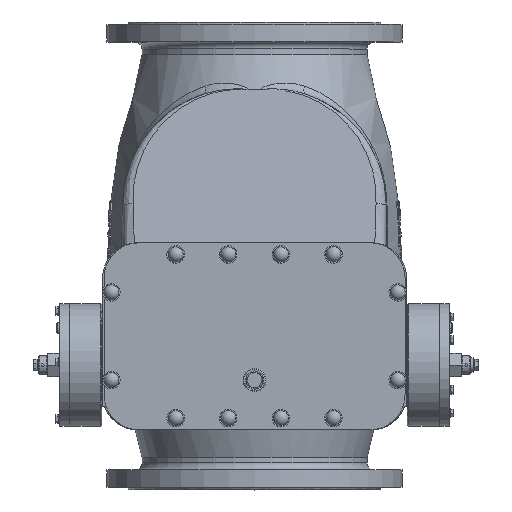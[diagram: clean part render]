
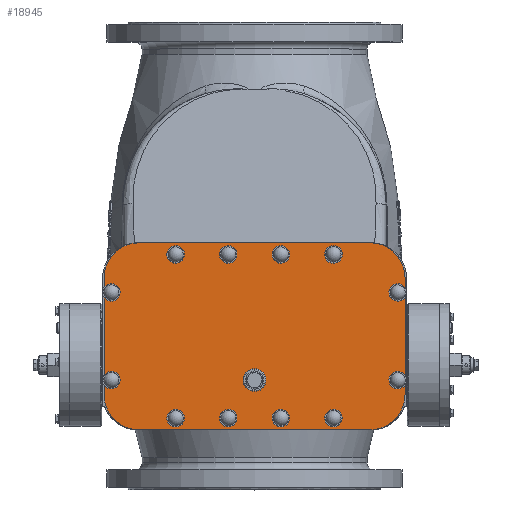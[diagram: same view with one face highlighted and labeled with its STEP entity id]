
A CAD part, top view. The second image highlights one B-rep face of the part: STEP entity #18945.
In plain terms, the highlighted planar face has unit normal (0, 0, 1).
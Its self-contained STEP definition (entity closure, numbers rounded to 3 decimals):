
#3089=LINE('',#39238,#3911);
#3090=LINE('',#39242,#3912);
#3091=LINE('',#39246,#3913);
#3092=LINE('',#39249,#3914);
#3911=VECTOR('',#24702,10.);
#3912=VECTOR('',#24705,10.);
#3913=VECTOR('',#24708,10.);
#3914=VECTOR('',#24711,10.);
#4450=PLANE('',#20752);
#5763=FACE_OUTER_BOUND('',#7099,.T.);
#7099=EDGE_LOOP('',(#16720,#16721,#16722,#16723,#16724,#16725,#16726,#16727));
#8416=CIRCLE('',#20753,60.);
#8417=CIRCLE('',#20754,60.);
#8418=CIRCLE('',#20755,60.);
#8419=CIRCLE('',#20756,60.);
#9953=VERTEX_POINT('',#39234);
#9954=VERTEX_POINT('',#39235);
#9955=VERTEX_POINT('',#39237);
#9956=VERTEX_POINT('',#39239);
#9957=VERTEX_POINT('',#39241);
#9958=VERTEX_POINT('',#39243);
#9959=VERTEX_POINT('',#39245);
#9960=VERTEX_POINT('',#39247);
#12314=EDGE_CURVE('',#9953,#9954,#8416,.T.);
#12315=EDGE_CURVE('',#9955,#9953,#3089,.T.);
#12316=EDGE_CURVE('',#9956,#9955,#8417,.T.);
#12317=EDGE_CURVE('',#9957,#9956,#3090,.T.);
#12318=EDGE_CURVE('',#9958,#9957,#8418,.T.);
#12319=EDGE_CURVE('',#9959,#9958,#3091,.T.);
#12320=EDGE_CURVE('',#9960,#9959,#8419,.T.);
#12321=EDGE_CURVE('',#9954,#9960,#3092,.T.);
#16720=ORIENTED_EDGE('',*,*,#12314,.F.);
#16721=ORIENTED_EDGE('',*,*,#12315,.F.);
#16722=ORIENTED_EDGE('',*,*,#12316,.F.);
#16723=ORIENTED_EDGE('',*,*,#12317,.F.);
#16724=ORIENTED_EDGE('',*,*,#12318,.F.);
#16725=ORIENTED_EDGE('',*,*,#12319,.F.);
#16726=ORIENTED_EDGE('',*,*,#12320,.F.);
#16727=ORIENTED_EDGE('',*,*,#12321,.F.);
#18945=ADVANCED_FACE('',(#5763),#4450,.T.);
#20752=AXIS2_PLACEMENT_3D('',#39233,#24698,#24699);
#20753=AXIS2_PLACEMENT_3D('',#39236,#24700,#24701);
#20754=AXIS2_PLACEMENT_3D('',#39240,#24703,#24704);
#20755=AXIS2_PLACEMENT_3D('',#39244,#24706,#24707);
#20756=AXIS2_PLACEMENT_3D('',#39248,#24709,#24710);
#24698=DIRECTION('center_axis',(0.,0.,
1.));
#24699=DIRECTION('ref_axis',(1.,0.,0.));
#24700=DIRECTION('center_axis',(0.,0.,
-1.));
#24701=DIRECTION('ref_axis',(0.,1.,0.));
#24702=DIRECTION('',(0.,1.,0.));
#24703=DIRECTION('center_axis',(0.,0.,
-1.));
#24704=DIRECTION('ref_axis',(-1.,0.,0.));
#24705=DIRECTION('',(-1.,0.,0.));
#24706=DIRECTION('center_axis',(0.,0.,
-1.));
#24707=DIRECTION('ref_axis',(0.,-1.,0.));
#24708=DIRECTION('',(0.,-1.,0.));
#24709=DIRECTION('center_axis',(0.,0.,
-1.));
#24710=DIRECTION('ref_axis',(1.,0.,0.));
#24711=DIRECTION('',(1.,0.,0.));
#39233=CARTESIAN_POINT('Origin',(0.,-138.,358.));
#39234=CARTESIAN_POINT('',(-257.5,-38.,358.));
#39235=CARTESIAN_POINT('',(-197.5,22.,358.));
#39236=CARTESIAN_POINT('Origin',(-197.5,-38.,358.));
#39237=CARTESIAN_POINT('',(-257.5,-238.,358.));
#39238=CARTESIAN_POINT('',(-257.5,-38.,358.));
#39239=CARTESIAN_POINT('',(-197.5,-298.,358.));
#39240=CARTESIAN_POINT('Origin',(-197.5,-238.,358.));
#39241=CARTESIAN_POINT('',(197.5,-298.,358.));
#39242=CARTESIAN_POINT('',(-197.5,-298.,358.));
#39243=CARTESIAN_POINT('',(257.5,-238.,358.));
#39244=CARTESIAN_POINT('Origin',(197.5,-238.,358.));
#39245=CARTESIAN_POINT('',(257.5,-38.,358.));
#39246=CARTESIAN_POINT('',(257.5,-238.,358.));
#39247=CARTESIAN_POINT('',(197.5,22.,358.));
#39248=CARTESIAN_POINT('Origin',(197.5,-38.,358.));
#39249=CARTESIAN_POINT('',(197.5,22.,358.));
